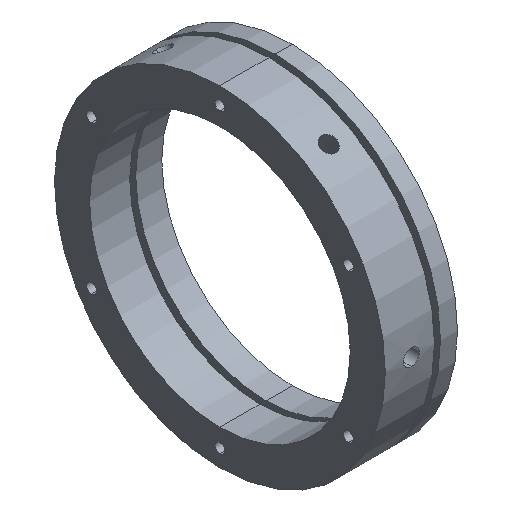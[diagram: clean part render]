
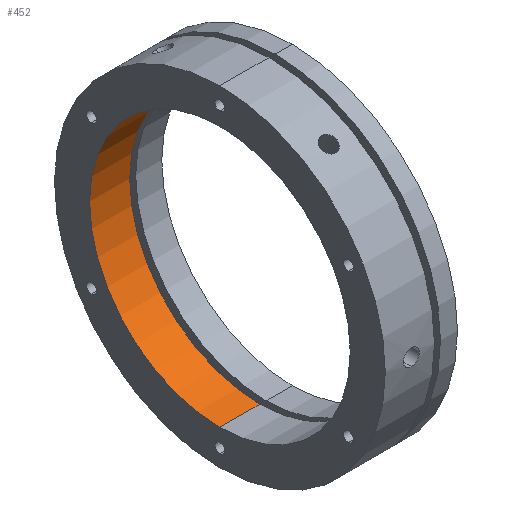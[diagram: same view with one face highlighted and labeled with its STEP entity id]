
A CAD part, isometric view. The second image highlights one B-rep face of the part: STEP entity #452.
In plain terms, the highlighted cylindrical face has radius 65 mm (diameter 130 mm), a partial arc.
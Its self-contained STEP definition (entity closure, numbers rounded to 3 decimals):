
#49 = CIRCLE ( 'NONE', #2461, 65. ) ;
#85 = CIRCLE ( 'NONE', #2489, 65. ) ;
#158 = LINE ( 'NONE', #1758, #160 ) ;
#160 = VECTOR ( 'NONE', #1756, 1000. ) ;
#161 = LINE ( 'NONE', #1763, #163 ) ;
#163 = VECTOR ( 'NONE', #1759, 1000. ) ;
#452 = ADVANCED_FACE ( 'NONE', ( #3357 ), #3352, .F. ) ;
#1139 = CARTESIAN_POINT ( 'NONE',  ( 0., 0., 0. ) ) ;
#1140 = DIRECTION ( 'NONE',  ( 1., 0., 0. ) ) ;
#1141 = DIRECTION ( 'NONE',  ( 0., 0., -1. ) ) ;
#1267 = CARTESIAN_POINT ( 'NONE',  ( 0., 0., 65. ) ) ;
#1270 = CARTESIAN_POINT ( 'NONE',  ( 20., 0., -65. ) ) ;
#1279 = CARTESIAN_POINT ( 'NONE',  ( 20., 0., 65. ) ) ;
#1293 = CARTESIAN_POINT ( 'NONE',  ( 0., 0., -65. ) ) ;
#1363 = CARTESIAN_POINT ( 'NONE',  ( 20., 0., 0. ) ) ;
#1364 = DIRECTION ( 'NONE',  ( -1., 0., 0. ) ) ;
#1365 = DIRECTION ( 'NONE',  ( 0., 0., -1. ) ) ;
#1756 = DIRECTION ( 'NONE',  ( 1., 0., 0. ) ) ;
#1758 = CARTESIAN_POINT ( 'NONE',  ( 18., 0., 65. ) ) ;
#1759 = DIRECTION ( 'NONE',  ( 1., 0., 0. ) ) ;
#1763 = CARTESIAN_POINT ( 'NONE',  ( 18., 0., -65. ) ) ;
#2461 = AXIS2_PLACEMENT_3D ( 'NONE', #1139, #1140, #1141 ) ;
#2489 = AXIS2_PLACEMENT_3D ( 'NONE', #1363, #1364, #1365 ) ;
#2896 = DIRECTION ( 'NONE',  ( 0., 0., -1. ) ) ;
#2899 = DIRECTION ( 'NONE',  ( 1., 0., 0. ) ) ;
#2901 = CARTESIAN_POINT ( 'NONE',  ( 18., 0., 0. ) ) ;
#2993 = EDGE_CURVE ( 'NONE', #4068, #4042, #49, .T. ) ;
#3352 = CYLINDRICAL_SURFACE ( 'NONE', #3663, 65. ) ;
#3357 = FACE_OUTER_BOUND ( 'NONE', #4401, .T. ) ;
#3663 = AXIS2_PLACEMENT_3D ( 'NONE', #2901, #2899, #2896 ) ;
#4042 = VERTEX_POINT ( 'NONE', #1267 ) ;
#4045 = VERTEX_POINT ( 'NONE', #1270 ) ;
#4054 = VERTEX_POINT ( 'NONE', #1279 ) ;
#4068 = VERTEX_POINT ( 'NONE', #1293 ) ;
#4206 = EDGE_CURVE ( 'NONE', #4054, #4045, #85, .T. ) ;
#4223 = ORIENTED_EDGE ( 'NONE', *, *, #2993, .F. ) ;
#4225 = ORIENTED_EDGE ( 'NONE', *, *, #4608, .F. ) ;
#4230 = ORIENTED_EDGE ( 'NONE', *, *, #4610, .T. ) ;
#4231 = ORIENTED_EDGE ( 'NONE', *, *, #4206, .F. ) ;
#4401 = EDGE_LOOP ( 'NONE', ( #4225, #4223, #4230, #4231 ) ) ;
#4608 = EDGE_CURVE ( 'NONE', #4042, #4054, #158, .T. ) ;
#4610 = EDGE_CURVE ( 'NONE', #4068, #4045, #161, .T. ) ;
